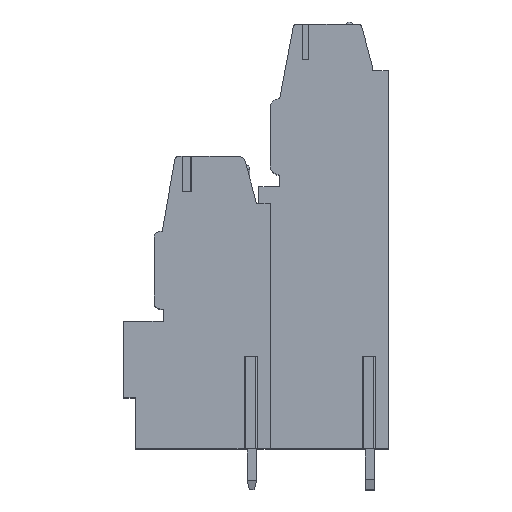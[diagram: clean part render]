
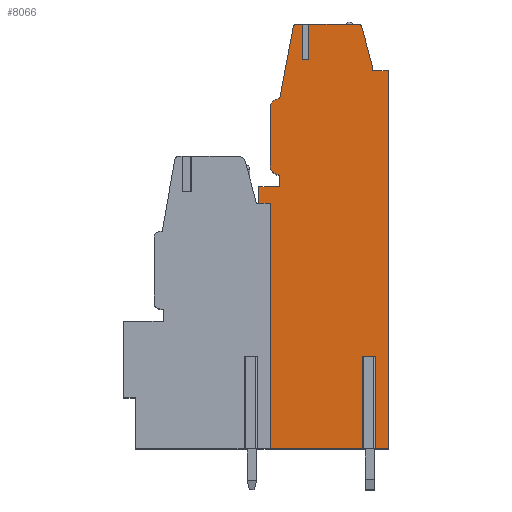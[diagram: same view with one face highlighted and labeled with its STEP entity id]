
A CAD part, top view. The second image highlights one B-rep face of the part: STEP entity #8066.
In plain terms, the highlighted planar face has unit normal (0, 0, 1).
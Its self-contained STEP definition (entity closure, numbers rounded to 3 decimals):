
#13=DIRECTION('',(0.,1.,0.));
#14=VECTOR('',#13,14.45);
#15=CARTESIAN_POINT('',(1.,-19.1,22.86));
#16=LINE('',#15,#14);
#17=DIRECTION('',(0.,-1.,0.));
#18=VECTOR('',#17,1.45);
#19=CARTESIAN_POINT('',(0.,3.5,22.86));
#20=LINE('',#19,#18);
#21=DIRECTION('',(-1.,0.,0.));
#22=VECTOR('',#21,1.8);
#23=CARTESIAN_POINT('',(1.8,3.5,22.86));
#24=LINE('',#23,#22);
#25=DIRECTION('',(0.,-1.,0.));
#26=VECTOR('',#25,1.);
#27=CARTESIAN_POINT('',(1.8,4.5,22.86));
#28=LINE('',#27,#26);
#29=CARTESIAN_POINT('',(1.8,5.3,22.86));
#30=DIRECTION('',(0.,0.,1.));
#31=DIRECTION('',(-1.,0.,0.));
#32=AXIS2_PLACEMENT_3D('',#29,#30,#31);
#34=DIRECTION('',(0.,-1.,0.));
#35=VECTOR('',#34,5.);
#36=CARTESIAN_POINT('',(1.,10.3,22.86));
#37=LINE('',#36,#35);
#38=CARTESIAN_POINT('',(1.8,10.3,22.86));
#39=DIRECTION('',(0.,0.,1.));
#40=DIRECTION('',(0.,1.,0.));
#41=AXIS2_PLACEMENT_3D('',#38,#39,#40);
#43=DIRECTION('',(-0.186,-0.983,0.));
#44=VECTOR('',#43,6.265);
#45=CARTESIAN_POINT('',(2.964,17.256,22.86));
#46=LINE('',#45,#44);
#47=CARTESIAN_POINT('',(3.259,17.2,22.86));
#48=DIRECTION('',(0.,0.,1.));
#49=DIRECTION('',(0.,1.,0.));
#50=AXIS2_PLACEMENT_3D('',#47,#48,#49);
#52=DIRECTION('',(-1.,0.,0.));
#53=VECTOR('',#52,0.551);
#54=CARTESIAN_POINT('',(3.81,17.5,22.86));
#55=LINE('',#54,#53);
#56=DIRECTION('',(0.,-1.,0.));
#57=VECTOR('',#56,3.05);
#58=CARTESIAN_POINT('',(3.81,17.5,22.86));
#59=LINE('',#58,#57);
#60=DIRECTION('',(1.,0.,0.));
#61=VECTOR('',#60,0.5);
#62=CARTESIAN_POINT('',(3.81,14.45,22.86));
#63=LINE('',#62,#61);
#64=DIRECTION('',(0.,-1.,0.));
#65=VECTOR('',#64,3.05);
#66=CARTESIAN_POINT('',(4.31,17.5,22.86));
#67=LINE('',#66,#65);
#68=DIRECTION('',(-1.,0.,0.));
#69=VECTOR('',#68,4.27);
#70=CARTESIAN_POINT('',(8.58,17.5,22.86));
#71=LINE('',#70,#69);
#72=CARTESIAN_POINT('',(8.58,17.2,22.86));
#73=DIRECTION('',(0.,0.,1.));
#74=DIRECTION('',(0.965,0.261,0.));
#75=AXIS2_PLACEMENT_3D('',#72,#73,#74);
#77=DIRECTION('',(-0.261,0.965,0.));
#78=VECTOR('',#77,3.539);
#79=CARTESIAN_POINT('',(9.792,13.861,22.86));
#80=LINE('',#79,#78);
#81=DIRECTION('',(-0.035,0.999,0.));
#82=VECTOR('',#81,0.361);
#83=CARTESIAN_POINT('',(9.805,13.5,22.86));
#84=LINE('',#83,#82);
#85=DIRECTION('',(-1.,0.,0.));
#86=VECTOR('',#85,1.355);
#87=CARTESIAN_POINT('',(11.16,13.5,22.86));
#88=LINE('',#87,#86);
#89=DIRECTION('',(0.,1.,0.));
#90=VECTOR('',#89,32.6);
#91=CARTESIAN_POINT('',(11.16,-19.1,22.86));
#92=LINE('',#91,#90);
#93=DIRECTION('',(1.,0.,0.));
#94=VECTOR('',#93,1.39);
#95=CARTESIAN_POINT('',(9.77,-19.1,22.86));
#96=LINE('',#95,#94);
#97=DIRECTION('',(0.,1.,0.));
#98=VECTOR('',#97,8.);
#99=CARTESIAN_POINT('',(9.77,-19.1,22.86));
#100=LINE('',#99,#98);
#101=DIRECTION('',(-1.,0.,0.));
#102=VECTOR('',#101,0.62);
#103=CARTESIAN_POINT('',(9.77,-11.1,22.86));
#104=LINE('',#103,#102);
#105=DIRECTION('',(0.,1.,0.));
#106=VECTOR('',#105,8.);
#107=CARTESIAN_POINT('',(9.15,-19.1,22.86));
#108=LINE('',#107,#106);
#109=DIRECTION('',(1.,0.,0.));
#110=VECTOR('',#109,8.15);
#111=CARTESIAN_POINT('',(1.,-19.1,22.86));
#112=LINE('',#111,#110);
#133=DIRECTION('',(-1.,0.,0.));
#134=VECTOR('',#133,1.195);
#135=CARTESIAN_POINT('',(1.,-4.65,22.86));
#136=LINE('',#135,#134);
#141=DIRECTION('',(-1.,0.,0.));
#142=VECTOR('',#141,0.195);
#143=CARTESIAN_POINT('',(0.,2.05,22.86));
#144=LINE('',#143,#142);
#181=DIRECTION('',(0.,-1.,0.));
#182=VECTOR('',#181,6.7);
#183=CARTESIAN_POINT('',(-0.195,2.05,22.86));
#184=LINE('',#183,#182);
#6271=CARTESIAN_POINT('',(11.16,-19.1,22.86));
#6272=CARTESIAN_POINT('',(11.16,13.5,22.86));
#6273=VERTEX_POINT('',#6271);
#6274=VERTEX_POINT('',#6272);
#6275=CARTESIAN_POINT('',(9.805,13.5,22.86));
#6276=VERTEX_POINT('',#6275);
#6277=CARTESIAN_POINT('',(9.792,13.861,22.86));
#6278=VERTEX_POINT('',#6277);
#6279=CARTESIAN_POINT('',(8.87,17.278,22.86));
#6280=VERTEX_POINT('',#6279);
#6281=CARTESIAN_POINT('',(8.58,17.5,22.86));
#6282=VERTEX_POINT('',#6281);
#6283=CARTESIAN_POINT('',(3.259,17.5,22.86));
#6284=CARTESIAN_POINT('',(2.964,17.256,22.86));
#6285=VERTEX_POINT('',#6283);
#6286=VERTEX_POINT('',#6284);
#6287=CARTESIAN_POINT('',(1.8,11.1,22.86));
#6288=VERTEX_POINT('',#6287);
#6289=CARTESIAN_POINT('',(1.,10.3,22.86));
#6290=VERTEX_POINT('',#6289);
#6291=CARTESIAN_POINT('',(1.,5.3,22.86));
#6292=VERTEX_POINT('',#6291);
#6293=CARTESIAN_POINT('',(1.8,4.5,22.86));
#6294=VERTEX_POINT('',#6293);
#6295=CARTESIAN_POINT('',(1.8,3.5,22.86));
#6296=VERTEX_POINT('',#6295);
#6297=CARTESIAN_POINT('',(0.,3.5,22.86));
#6298=VERTEX_POINT('',#6297);
#6403=CARTESIAN_POINT('',(1.,-19.1,22.86));
#6404=VERTEX_POINT('',#6403);
#6429=CARTESIAN_POINT('',(9.77,-11.1,22.86));
#6430=CARTESIAN_POINT('',(9.15,-11.1,22.86));
#6431=VERTEX_POINT('',#6429);
#6432=VERTEX_POINT('',#6430);
#6433=CARTESIAN_POINT('',(9.77,-19.1,22.86));
#6434=VERTEX_POINT('',#6433);
#6435=CARTESIAN_POINT('',(9.15,-19.1,22.86));
#6436=VERTEX_POINT('',#6435);
#6473=CARTESIAN_POINT('',(3.81,14.45,22.86));
#6474=CARTESIAN_POINT('',(4.31,14.45,22.86));
#6475=VERTEX_POINT('',#6473);
#6476=VERTEX_POINT('',#6474);
#6477=CARTESIAN_POINT('',(4.31,17.5,22.86));
#6478=VERTEX_POINT('',#6477);
#6479=CARTESIAN_POINT('',(3.81,17.5,22.86));
#6480=VERTEX_POINT('',#6479);
#6865=CARTESIAN_POINT('',(-0.195,-4.65,22.86));
#6867=VERTEX_POINT('',#6865);
#6869=CARTESIAN_POINT('',(0.,2.05,22.86));
#6870=CARTESIAN_POINT('',(-0.195,2.05,22.86));
#6871=VERTEX_POINT('',#6869);
#6872=VERTEX_POINT('',#6870);
#6877=CARTESIAN_POINT('',(1.,-4.65,22.86));
#6879=VERTEX_POINT('',#6877);
#8005=CARTESIAN_POINT('',(0.,0.,22.86));
#8006=DIRECTION('',(0.,0.,1.));
#8007=DIRECTION('',(1.,0.,0.));
#8008=AXIS2_PLACEMENT_3D('',#8005,#8006,#8007);
#8009=PLANE('',#8008);
#8011=ORIENTED_EDGE('',*,*,#8010,.T.);
#8013=ORIENTED_EDGE('',*,*,#8012,.T.);
#8015=ORIENTED_EDGE('',*,*,#8014,.F.);
#8017=ORIENTED_EDGE('',*,*,#8016,.F.);
#8019=ORIENTED_EDGE('',*,*,#8018,.F.);
#8021=ORIENTED_EDGE('',*,*,#8020,.F.);
#8023=ORIENTED_EDGE('',*,*,#8022,.F.);
#8025=ORIENTED_EDGE('',*,*,#8024,.F.);
#8027=ORIENTED_EDGE('',*,*,#8026,.F.);
#8029=ORIENTED_EDGE('',*,*,#8028,.F.);
#8031=ORIENTED_EDGE('',*,*,#8030,.F.);
#8033=ORIENTED_EDGE('',*,*,#8032,.F.);
#8035=ORIENTED_EDGE('',*,*,#8034,.F.);
#8037=ORIENTED_EDGE('',*,*,#8036,.T.);
#8039=ORIENTED_EDGE('',*,*,#8038,.T.);
#8041=ORIENTED_EDGE('',*,*,#8040,.F.);
#8043=ORIENTED_EDGE('',*,*,#8042,.F.);
#8045=ORIENTED_EDGE('',*,*,#8044,.F.);
#8047=ORIENTED_EDGE('',*,*,#8046,.F.);
#8049=ORIENTED_EDGE('',*,*,#8048,.F.);
#8051=ORIENTED_EDGE('',*,*,#8050,.F.);
#8053=ORIENTED_EDGE('',*,*,#8052,.F.);
#8055=ORIENTED_EDGE('',*,*,#8054,.F.);
#8057=ORIENTED_EDGE('',*,*,#8056,.T.);
#8059=ORIENTED_EDGE('',*,*,#8058,.T.);
#8061=ORIENTED_EDGE('',*,*,#8060,.F.);
#8063=ORIENTED_EDGE('',*,*,#8062,.F.);
#8064=EDGE_LOOP('',(#8011,#8013,#8015,#8017,#8019,#8021,#8023,#8025,#8027,#8029,
#8031,#8033,#8035,#8037,#8039,#8041,#8043,#8045,#8047,#8049,#8051,#8053,#8055,
#8057,#8059,#8061,#8063));
#8065=FACE_OUTER_BOUND('',#8064,.F.);
#33=CIRCLE('',#32,0.8);
#42=CIRCLE('',#41,0.8);
#51=CIRCLE('',#50,0.3);
#76=CIRCLE('',#75,0.3);
#8010=EDGE_CURVE('',#6404,#6879,#16,.T.);
#8012=EDGE_CURVE('',#6879,#6867,#136,.T.);
#8014=EDGE_CURVE('',#6872,#6867,#184,.T.);
#8016=EDGE_CURVE('',#6871,#6872,#144,.T.);
#8018=EDGE_CURVE('',#6298,#6871,#20,.T.);
#8020=EDGE_CURVE('',#6296,#6298,#24,.T.);
#8022=EDGE_CURVE('',#6294,#6296,#28,.T.);
#8024=EDGE_CURVE('',#6292,#6294,#33,.T.);
#8026=EDGE_CURVE('',#6290,#6292,#37,.T.);
#8028=EDGE_CURVE('',#6288,#6290,#42,.T.);
#8030=EDGE_CURVE('',#6286,#6288,#46,.T.);
#8032=EDGE_CURVE('',#6285,#6286,#51,.T.);
#8034=EDGE_CURVE('',#6480,#6285,#55,.T.);
#8036=EDGE_CURVE('',#6480,#6475,#59,.T.);
#8038=EDGE_CURVE('',#6475,#6476,#63,.T.);
#8040=EDGE_CURVE('',#6478,#6476,#67,.T.);
#8042=EDGE_CURVE('',#6282,#6478,#71,.T.);
#8044=EDGE_CURVE('',#6280,#6282,#76,.T.);
#8046=EDGE_CURVE('',#6278,#6280,#80,.T.);
#8048=EDGE_CURVE('',#6276,#6278,#84,.T.);
#8050=EDGE_CURVE('',#6274,#6276,#88,.T.);
#8052=EDGE_CURVE('',#6273,#6274,#92,.T.);
#8054=EDGE_CURVE('',#6434,#6273,#96,.T.);
#8056=EDGE_CURVE('',#6434,#6431,#100,.T.);
#8058=EDGE_CURVE('',#6431,#6432,#104,.T.);
#8060=EDGE_CURVE('',#6436,#6432,#108,.T.);
#8062=EDGE_CURVE('',#6404,#6436,#112,.T.);
#8066=ADVANCED_FACE('',(#8065),#8009,.T.);
